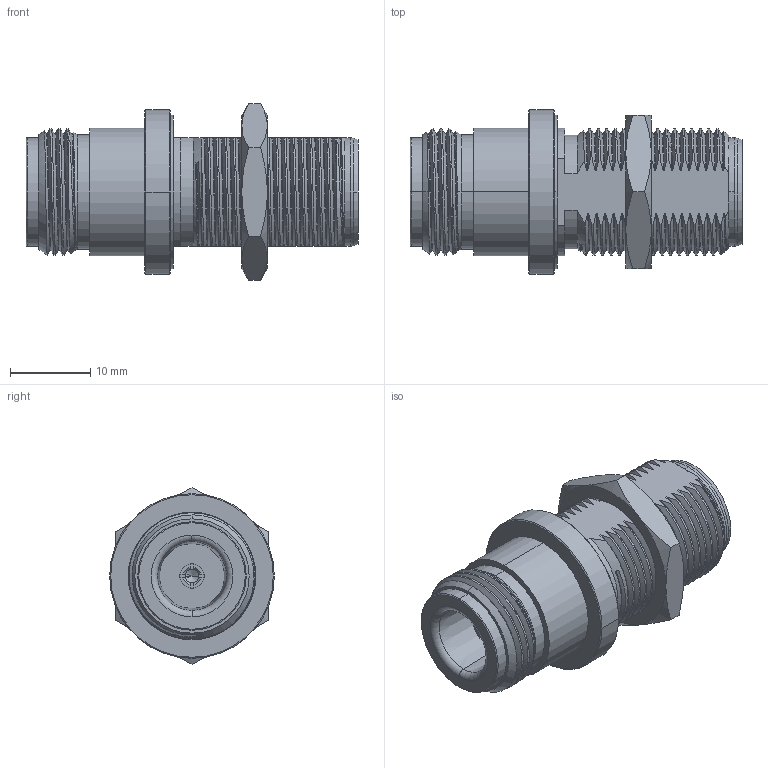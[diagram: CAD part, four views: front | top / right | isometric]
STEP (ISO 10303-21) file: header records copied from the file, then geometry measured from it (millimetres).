
FILE_DESCRIPTION((''),'2;1');
FILE_NAME('82-66_SW0001','2020-07-24T12:42:13',('Kaviyarasan'),(''),'CREO PARAMETRIC BY PTC INC, 2019444','CREO PARAMETRIC BY PTC INC, 2019444','');
FILE_SCHEMA(('CONFIG_CONTROL_DESIGN'));
Length unit declared in the file: millimetre
Products named in the file (1): 82-66_SW0001
Bounding box: 41.3 x 20.47 x 22 mm (x, y, z)
Volume: 7106.5 mm3; surface area: 4422.7 mm2
Topology: 1 solids, 1 shells, 320 faces, 921 edges, 596 vertices
Faces by surface type: bspline 126, cylinder 81, plane 59, cone 46, torus 8
Entity records: 21069 total; most frequent: CARTESIAN_POINT 13723, ORIENTED_EDGE 1834, DIRECTION 1045, EDGE_CURVE 917, VERTEX_POINT 596, B_SPLINE_CURVE_WITH_KNOTS 422, AXIS2_PLACEMENT_3D 356, VECTOR 333
